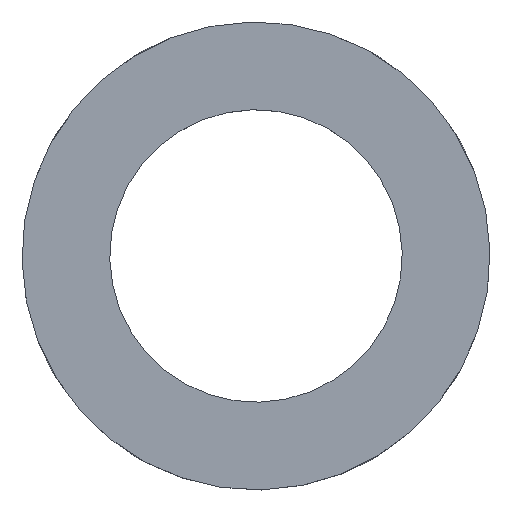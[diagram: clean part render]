
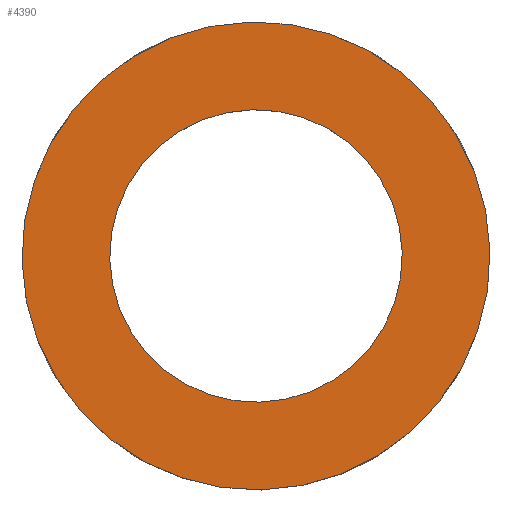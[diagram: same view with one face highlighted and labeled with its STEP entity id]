
A CAD part, top view. The second image highlights one B-rep face of the part: STEP entity #4390.
In plain terms, the highlighted planar face has unit normal (0, 0, 1).
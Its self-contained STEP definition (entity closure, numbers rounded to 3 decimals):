
#720=CARTESIAN_POINT('',(98.289,-53.696,584.));
#730=VERTEX_POINT('',#720);
#1520=CARTESIAN_POINT('',(-98.289,53.696,584.));
#1530=VERTEX_POINT('',#1520);
#1560=CARTESIAN_POINT('',(0.,0.,584.));
#1570=DIRECTION('',(0.,0.,1.));
#1580=DIRECTION('',(0.878,-0.479,
0.));
#1590=AXIS2_PLACEMENT_3D('',#1560,#1570,#1580);
#1600=CIRCLE('',#1590,112.);
#1610=EDGE_CURVE('',#1530,#730,#1600,.T.);
#4140=CARTESIAN_POINT('',(-70.,0.,584.));
#4150=DIRECTION('',(0.,0.,-1.));
#4160=DIRECTION('',(1.,0.,0.));
#4170=AXIS2_PLACEMENT_3D('',#4140,#4150,#4160);
#4180=PLANE('',#4170);
#4190=EDGE_CURVE('',#730,#1530,#1600,.T.);
#4200=ORIENTED_EDGE('',*,*,#4190,.T.);
#4210=ORIENTED_EDGE('',*,*,#1610,.T.);
#4220=EDGE_LOOP('',(#4210,#4200));
#4230=FACE_OUTER_BOUND('',#4220,.T.);
#4240=CARTESIAN_POINT('',(0.,0.,584.));
#4250=DIRECTION('',(0.,0.,-1.));
#4260=DIRECTION('',(0.878,-0.479,0.));
#4270=AXIS2_PLACEMENT_3D('',#4240,#4250,#4260);
#4280=CIRCLE('',#4270,70.);
#4290=CARTESIAN_POINT('',(-61.431,33.56,584.));
#4300=VERTEX_POINT('',#4290);
#4310=CARTESIAN_POINT('',(61.431,-33.56,584.));
#4320=VERTEX_POINT('',#4310);
#4330=EDGE_CURVE('',#4300,#4320,#4280,.T.);
#4340=ORIENTED_EDGE('',*,*,#4330,.T.);
#4350=EDGE_CURVE('',#4320,#4300,#4280,.T.);
#4360=ORIENTED_EDGE('',*,*,#4350,.T.);
#4370=EDGE_LOOP('',(#4360,#4340));
#4380=FACE_BOUND('',#4370,.T.);
#4390=ADVANCED_FACE('',(#4230,#4380),#4180,.F.);
